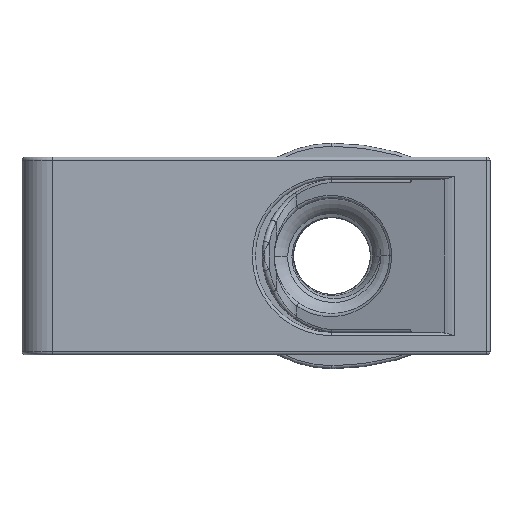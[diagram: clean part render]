
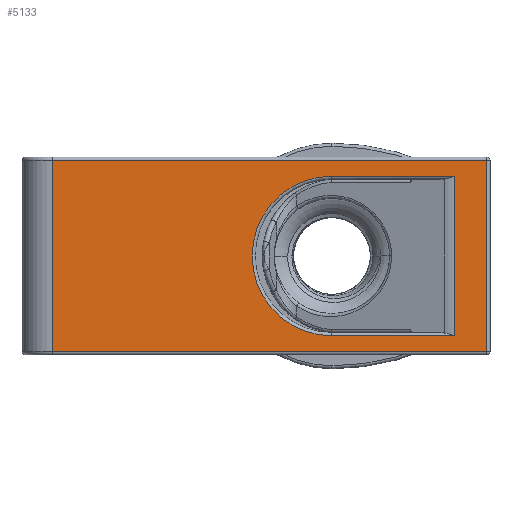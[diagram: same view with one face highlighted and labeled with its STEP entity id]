
A CAD part, front view. The second image highlights one B-rep face of the part: STEP entity #5133.
In plain terms, the highlighted planar face has unit normal (0, -1, 0).
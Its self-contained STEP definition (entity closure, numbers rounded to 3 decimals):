
#1170=DIRECTION('',(-1.,0.,0.));
#1171=VECTOR('',#1170,28.302);
#1172=CARTESIAN_POINT('',(10.1,-5.4,-6.25));
#1173=LINE('',#1172,#1171);
#1174=DIRECTION('',(0.,0.,-1.));
#1175=VECTOR('',#1174,12.5);
#1176=CARTESIAN_POINT('',(-18.202,-5.4,6.25));
#1177=LINE('',#1176,#1175);
#1178=DIRECTION('',(-1.,0.,0.));
#1179=VECTOR('',#1178,28.302);
#1180=CARTESIAN_POINT('',(10.1,-5.4,6.25));
#1181=LINE('',#1180,#1179);
#1182=DIRECTION('',(0.,0.,1.));
#1183=VECTOR('',#1182,12.5);
#1184=CARTESIAN_POINT('',(10.1,-5.4,-6.25));
#1185=LINE('',#1184,#1183);
#1186=DIRECTION('',(1.,0.,0.));
#1187=VECTOR('',#1186,8.017);
#1188=CARTESIAN_POINT('',(0.,-5.4,-5.2));
#1189=LINE('',#1188,#1187);
#1190=DIRECTION('',(-1.,0.,0.));
#1191=VECTOR('',#1190,8.017);
#1192=CARTESIAN_POINT('',(8.017,-5.4,5.2));
#1193=LINE('',#1192,#1191);
#1194=CARTESIAN_POINT('',(0.,-5.4,0.));
#1195=DIRECTION('',(0.,-1.,0.));
#1196=DIRECTION('',(0.,0.,1.));
#1197=AXIS2_PLACEMENT_3D('',#1194,#1195,#1196);
#1320=DIRECTION('',(0.,0.,-1.));
#1321=VECTOR('',#1320,10.4);
#1322=CARTESIAN_POINT('',(8.017,-5.4,5.2));
#1323=LINE('',#1322,#1321);
#3180=CARTESIAN_POINT('',(-18.202,-5.4,-6.25));
#3181=VERTEX_POINT('',#3180);
#3184=CARTESIAN_POINT('',(10.1,-5.4,-6.25));
#3185=VERTEX_POINT('',#3184);
#3186=CARTESIAN_POINT('',(10.1,-5.4,6.25));
#3187=VERTEX_POINT('',#3186);
#3208=CARTESIAN_POINT('',(-18.202,-5.4,6.25));
#3209=VERTEX_POINT('',#3208);
#3364=CARTESIAN_POINT('',(0.,-5.4,-5.2));
#3365=CARTESIAN_POINT('',(8.017,-5.4,-5.2));
#3366=VERTEX_POINT('',#3364);
#3367=VERTEX_POINT('',#3365);
#3374=CARTESIAN_POINT('',(0.,-5.4,5.2));
#3375=VERTEX_POINT('',#3374);
#3378=CARTESIAN_POINT('',(8.017,-5.4,5.2));
#3379=VERTEX_POINT('',#3378);
#5109=CARTESIAN_POINT('',(-20.202,-5.4,-6.45));
#5110=DIRECTION('',(0.,-1.,0.));
#5111=DIRECTION('',(1.,0.,0.));
#5112=AXIS2_PLACEMENT_3D('',#5109,#5110,#5111);
#5113=PLANE('',#5112);
#5115=ORIENTED_EDGE('',*,*,#5114,.T.);
#5117=ORIENTED_EDGE('',*,*,#5116,.F.);
#5119=ORIENTED_EDGE('',*,*,#5118,.F.);
#5120=ORIENTED_EDGE('',*,*,#5099,.F.);
#5121=EDGE_LOOP('',(#5115,#5117,#5119,#5120));
#5122=FACE_OUTER_BOUND('',#5121,.F.);
#5124=ORIENTED_EDGE('',*,*,#5123,.T.);
#5126=ORIENTED_EDGE('',*,*,#5125,.F.);
#5128=ORIENTED_EDGE('',*,*,#5127,.T.);
#5130=ORIENTED_EDGE('',*,*,#5129,.T.);
#5131=EDGE_LOOP('',(#5124,#5126,#5128,#5130));
#5132=FACE_BOUND('',#5131,.F.);
#5133=ADVANCED_FACE('',(#5122,#5132),#5113,.T.);
#1198=CIRCLE('',#1197,5.2);
#5099=EDGE_CURVE('',#3185,#3187,#1185,.T.);
#5114=EDGE_CURVE('',#3185,#3181,#1173,.T.);
#5116=EDGE_CURVE('',#3209,#3181,#1177,.T.);
#5118=EDGE_CURVE('',#3187,#3209,#1181,.T.);
#5123=EDGE_CURVE('',#3366,#3367,#1189,.T.);
#5125=EDGE_CURVE('',#3379,#3367,#1323,.T.);
#5127=EDGE_CURVE('',#3379,#3375,#1193,.T.);
#5129=EDGE_CURVE('',#3375,#3366,#1198,.T.);
